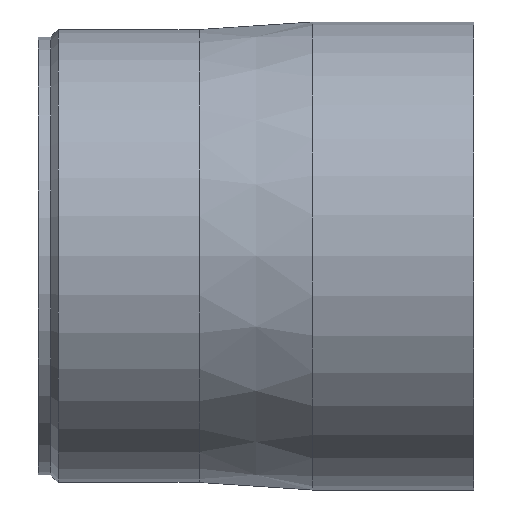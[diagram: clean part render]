
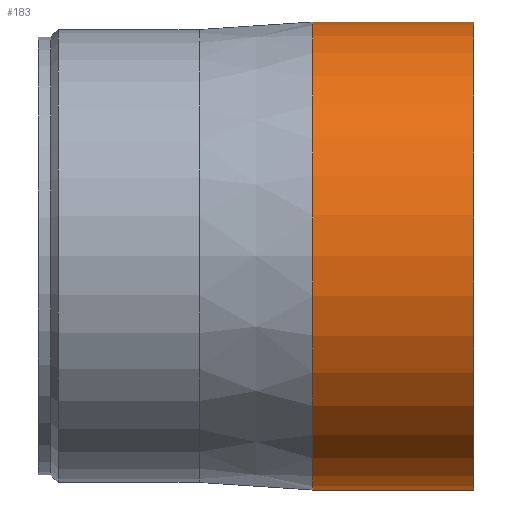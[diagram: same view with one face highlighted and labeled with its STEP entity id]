
A CAD part, top view. The second image highlights one B-rep face of the part: STEP entity #183.
In plain terms, the highlighted cylindrical face has radius 46.5 mm (diameter 93 mm), a partial arc.
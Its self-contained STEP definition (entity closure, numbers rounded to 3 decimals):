
#141 = VERTEX_POINT( '', #348 );
#151 = VERTEX_POINT( '', #359 );
#173 = EDGE_CURVE( '', #151, #301, #385, .T. );
#175 = VERTEX_POINT( '', #387 );
#183 = ADVANCED_FACE( '', ( #395 ), #396, .T. );
#203 = EDGE_CURVE( '', #141, #301, #419, .T. );
#249 = EDGE_CURVE( '', #175, #151, #470, .T. );
#279 = EDGE_CURVE( '', #141, #175, #502, .T. );
#301 = VERTEX_POINT( '', #529 );
#348 = CARTESIAN_POINT( '', ( 0., -46.5, 0. ) );
#359 = CARTESIAN_POINT( '', ( 32., 46.5, 0. ) );
#385 = LINE( '', #622, #623 );
#387 = CARTESIAN_POINT( '', ( 32., -46.5, 0. ) );
#395 = FACE_OUTER_BOUND( '', #636, .T. );
#396 = CYLINDRICAL_SURFACE( '', #637, 46.5 );
#419 = CIRCLE( '', #667, 46.5 );
#470 = CIRCLE( '', #732, 46.5 );
#502 = LINE( '', #775, #776 );
#529 = CARTESIAN_POINT( '', ( 0., 46.5, 0. ) );
#622 = CARTESIAN_POINT( '', ( 16., 46.5, 0. ) );
#623 = VECTOR( '', #893, 1. );
#636 = EDGE_LOOP( '', ( #904, #905, #906, #907 ) );
#637 = AXIS2_PLACEMENT_3D( '', #908, #909, #910 );
#667 = AXIS2_PLACEMENT_3D( '', #935, #936, #937 );
#732 = AXIS2_PLACEMENT_3D( '', #1007, #1008, #1009 );
#775 = CARTESIAN_POINT( '', ( 16., -46.5, 0. ) );
#776 = VECTOR( '', #1040, 1. );
#893 = DIRECTION( '', ( -1., 0., 0. ) );
#904 = ORIENTED_EDGE( '', *, *, #173, .T. );
#905 = ORIENTED_EDGE( '', *, *, #203, .F. );
#906 = ORIENTED_EDGE( '', *, *, #279, .T. );
#907 = ORIENTED_EDGE( '', *, *, #249, .T. );
#908 = CARTESIAN_POINT( '', ( 16., 0., 0. ) );
#909 = DIRECTION( '', ( 1., 0., 0. ) );
#910 = DIRECTION( '', ( 0., 1., 0. ) );
#935 = CARTESIAN_POINT( '', ( 0., 0., 0. ) );
#936 = DIRECTION( '', ( -1., 0., 0. ) );
#937 = DIRECTION( '', ( 0., 1., 0. ) );
#1007 = CARTESIAN_POINT( '', ( 32., 0., 0. ) );
#1008 = DIRECTION( '', ( -1., 0., 0. ) );
#1009 = DIRECTION( '', ( 0., 1., 0. ) );
#1040 = DIRECTION( '', ( 1., 0., 0. ) );
